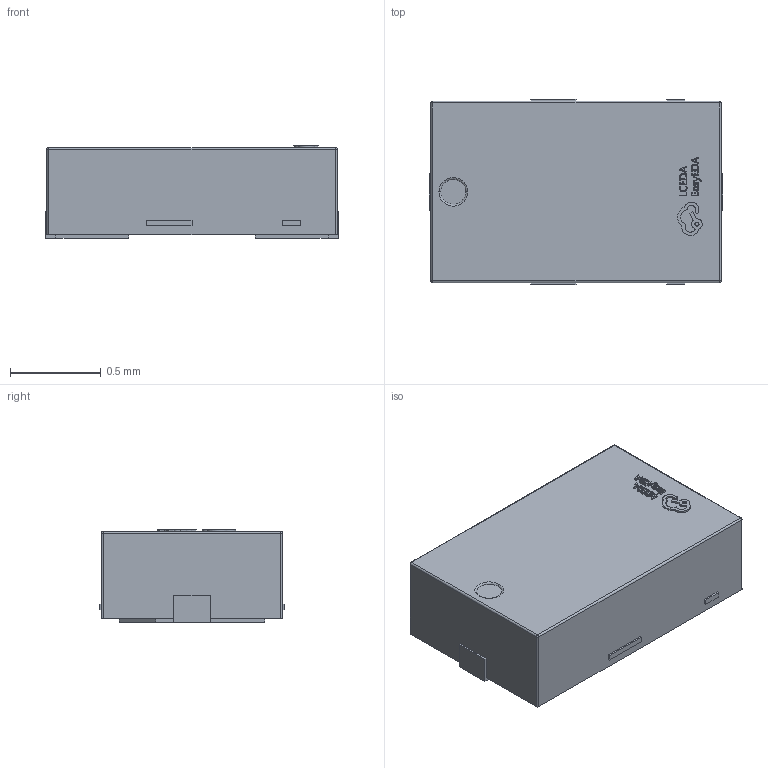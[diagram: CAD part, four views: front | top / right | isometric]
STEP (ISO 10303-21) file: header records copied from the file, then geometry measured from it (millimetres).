
FILE_DESCRIPTION (( 'STEP AP214' ), '1' );
FILE_NAME ('DFN1610-2L_L1.6-W1.0-H0.5-P1.10-RD.step', '2022-06-30T13:39:53', ( '' ), ( '' ), 'SwSTEP 2.0', 'SolidWorks 2020', '' );
FILE_SCHEMA (( 'AUTOMOTIVE_DESIGN' ));
Length unit declared in the file: millimetre
Products named in the file (1): DFN1610-2L_L1.6-W1.0-H0.5-P1.10-RD
Bounding box: 1.62 x 1.02 x 0.51 mm (x, y, z)
Volume: 0.8 mm3; surface area: 5.8 mm2
Topology: 1 solids, 1 shells, 345 faces, 928 edges, 612 vertices
Faces by surface type: plane 219, bspline 112, cylinder 8, sphere 4, torus 2
Entity records: 15058 total; most frequent: CARTESIAN_POINT 3986, ORIENTED_EDGE 1848, DIRECTION 1186, EDGE_CURVE 924, LINE 674, VECTOR 674, VERTEX_POINT 612, EDGE_LOOP 376
